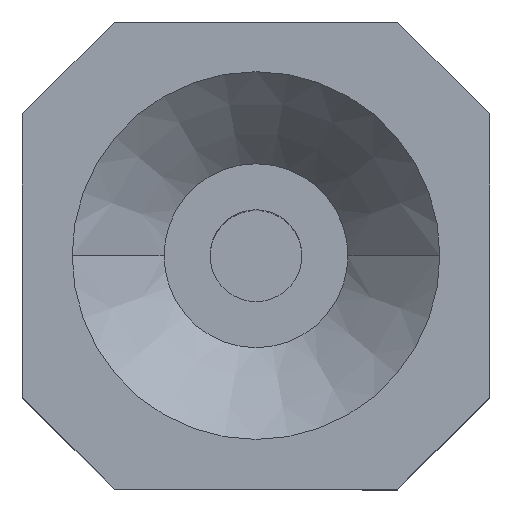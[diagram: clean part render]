
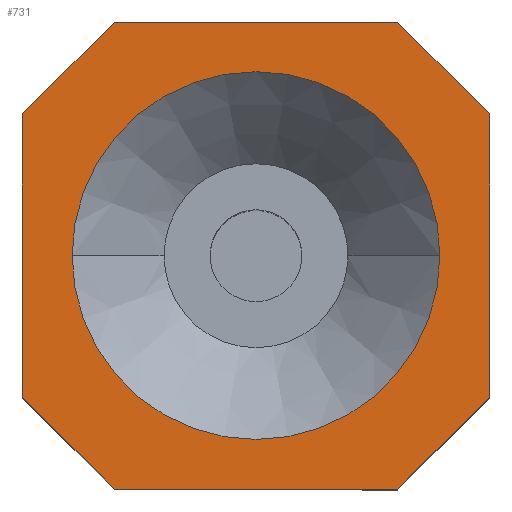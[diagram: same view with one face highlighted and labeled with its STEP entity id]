
A CAD part, top view. The second image highlights one B-rep face of the part: STEP entity #731.
In plain terms, the highlighted planar face has unit normal (0, 0, 1).
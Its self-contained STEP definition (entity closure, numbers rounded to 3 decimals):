
#323=CARTESIAN_POINT('',(-1.,0.,4.4));
#324=VERTEX_POINT('',#323);
#333=CARTESIAN_POINT('',(1.,0.,4.4));
#334=VERTEX_POINT('',#333);
#335=CARTESIAN_POINT('',(0.,0.,4.4));
#336=DIRECTION('',(0.0,0.0,-1.0));
#337=DIRECTION('',(-1.0,0.0,0.0));
#338=AXIS2_PLACEMENT_3D('',#335,#336,#337);
#339=CIRCLE('',#338,1.0);
#340=EDGE_CURVE('',#334,#324,#339,.T.);
#440=CARTESIAN_POINT('',(0.,0.,4.4));
#441=DIRECTION('',(0.0,0.0,-1.0));
#442=DIRECTION('',(-1.0,0.0,0.0));
#443=AXIS2_PLACEMENT_3D('',#440,#441,#442);
#444=CIRCLE('',#443,1.0);
#445=EDGE_CURVE('',#324,#334,#444,.T.);
#469=CARTESIAN_POINT('',(-0.77,1.27,4.4));
#470=VERTEX_POINT('',#469);
#471=CARTESIAN_POINT('',(0.77,1.27,4.4));
#472=VERTEX_POINT('',#471);
#473=CARTESIAN_POINT('',(-0.77,1.27,4.4));
#474=DIRECTION('',(1.0,0.0,0.0));
#475=VECTOR('',#474,1.54);
#476=LINE('',#473,#475);
#477=EDGE_CURVE('',#470,#472,#476,.T.);
#509=CARTESIAN_POINT('',(1.27,0.77,4.4));
#510=VERTEX_POINT('',#509);
#511=CARTESIAN_POINT('',(0.77,1.27,4.4));
#512=DIRECTION('',(0.707,-0.707,0.));
#513=VECTOR('',#512,0.707);
#514=LINE('',#511,#513);
#515=EDGE_CURVE('',#472,#510,#514,.T.);
#540=CARTESIAN_POINT('',(1.27,-0.77,4.4));
#541=VERTEX_POINT('',#540);
#542=CARTESIAN_POINT('',(1.27,0.77,4.4));
#543=DIRECTION('',(0.0,-1.0,0.0));
#544=VECTOR('',#543,1.54);
#545=LINE('',#542,#544);
#546=EDGE_CURVE('',#510,#541,#545,.T.);
#571=CARTESIAN_POINT('',(0.77,-1.27,4.4));
#572=VERTEX_POINT('',#571);
#573=CARTESIAN_POINT('',(1.27,-0.77,4.4));
#574=DIRECTION('',(-0.707,-0.707,0.0));
#575=VECTOR('',#574,0.707);
#576=LINE('',#573,#575);
#577=EDGE_CURVE('',#541,#572,#576,.T.);
#602=CARTESIAN_POINT('',(-0.77,-1.27,4.4));
#603=VERTEX_POINT('',#602);
#604=CARTESIAN_POINT('',(0.77,-1.27,4.4));
#605=DIRECTION('',(-1.0,0.0,0.0));
#606=VECTOR('',#605,1.54);
#607=LINE('',#604,#606);
#608=EDGE_CURVE('',#572,#603,#607,.T.);
#633=CARTESIAN_POINT('',(-1.27,-0.77,4.4));
#634=VERTEX_POINT('',#633);
#635=CARTESIAN_POINT('',(-0.77,-1.27,4.4));
#636=DIRECTION('',(-0.707,0.707,0.0));
#637=VECTOR('',#636,0.707);
#638=LINE('',#635,#637);
#639=EDGE_CURVE('',#603,#634,#638,.T.);
#664=CARTESIAN_POINT('',(-1.27,0.77,4.4));
#665=VERTEX_POINT('',#664);
#666=CARTESIAN_POINT('',(-1.27,-0.77,4.4));
#667=DIRECTION('',(0.0,1.0,0.0));
#668=VECTOR('',#667,1.54);
#669=LINE('',#666,#668);
#670=EDGE_CURVE('',#634,#665,#669,.T.);
#695=CARTESIAN_POINT('',(-1.27,0.77,4.4));
#696=DIRECTION('',(0.707,0.707,0.0));
#697=VECTOR('',#696,0.707);
#698=LINE('',#695,#697);
#699=EDGE_CURVE('',#665,#470,#698,.T.);
#712=CARTESIAN_POINT('',(0.,0.,4.4));
#713=DIRECTION('',(0.0,0.0,1.0));
#714=DIRECTION('',(-1.0,0.0,0.0));
#715=AXIS2_PLACEMENT_3D('',#712,#713,#714);
#716=PLANE('',#715);
#717=ORIENTED_EDGE('',*,*,#699,.F.);
#718=ORIENTED_EDGE('',*,*,#670,.F.);
#719=ORIENTED_EDGE('',*,*,#639,.F.);
#720=ORIENTED_EDGE('',*,*,#608,.F.);
#721=ORIENTED_EDGE('',*,*,#577,.F.);
#722=ORIENTED_EDGE('',*,*,#546,.F.);
#723=ORIENTED_EDGE('',*,*,#515,.F.);
#724=ORIENTED_EDGE('',*,*,#477,.F.);
#725=EDGE_LOOP('',(#717,#718,#719,#720,#721,#722,#723,#724));
#726=FACE_OUTER_BOUND('',#725,.T.);
#727=ORIENTED_EDGE('',*,*,#340,.T.);
#728=ORIENTED_EDGE('',*,*,#445,.T.);
#729=EDGE_LOOP('',(#727,#728));
#730=FACE_BOUND('',#729,.T.);
#731=ADVANCED_FACE('',(#726,#730),#716,.T.);
